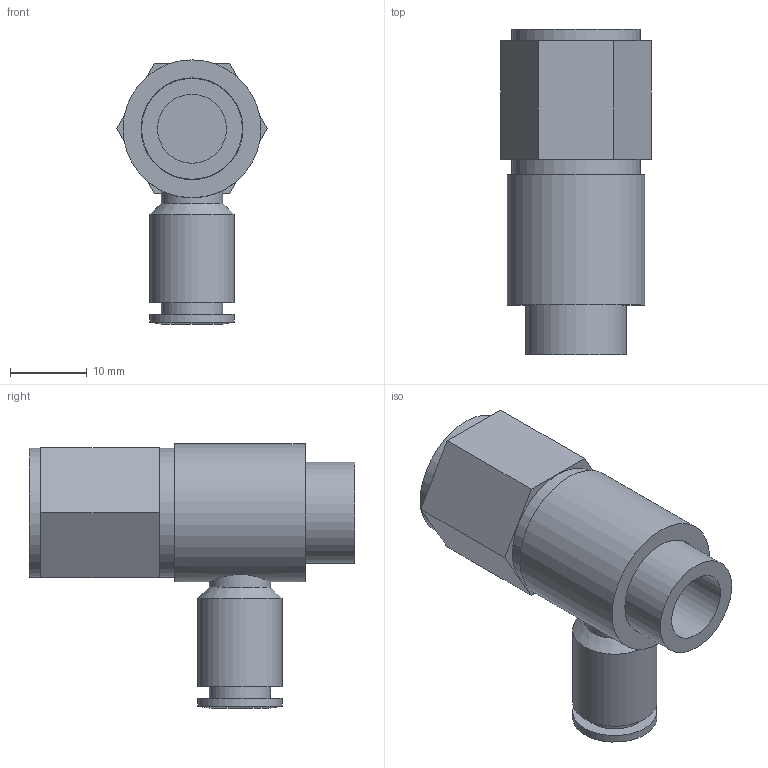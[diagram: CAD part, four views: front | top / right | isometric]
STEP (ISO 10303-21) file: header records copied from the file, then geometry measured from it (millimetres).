
FILE_DESCRIPTION(/* description */ ('Unknown'),/* implementation_level */ '2;1');
FILE_NAME(/* name */ 'T500614@',/* time_stamp */ '2018-09-18T09:56:39-04:00',/* author */ ('Unknown'),/* organization */ ('Unknown'),/* preprocessor_version */ 'ST-DEVELOPER v16.7',/* originating_system */ 'DEX',/* authorisation */ $);
FILE_SCHEMA (('AUTOMOTIVE_DESIGN {1 0 10303 214 3 1 1}'));
Length unit declared in the file: millimetre
Products named in the file (3): T500614@; 50A14U; 130614
Assembly tree (2 placements, depth 2):
  T500614@
    50A14U
    130614
Bounding box: 19.63 x 42.5 x 34.5 mm (x, y, z)
Volume: 9138.8 mm3; surface area: 6228.6 mm2
Topology: 2 solids, 2 shells, 35 faces, 66 edges, 43 vertices
Faces by surface type: plane 18, cylinder 13, cone 4
Full cylindrical faces by diameter (mm): 4.134 x1, 4.2 x1, 6.2 x1, 8 x2, 9 x1, 11 x2, 13.157 x1, 13.3 x1, 16.8 x2, 18 x1
Entity records: 881 total; most frequent: CARTESIAN_POINT 153, DIRECTION 146, ORIENTED_EDGE 92, FACE_BOUND 65, EDGE_LOOP 64, AXIS2_PLACEMENT_3D 64, EDGE_CURVE 46, VERTEX_POINT 41
